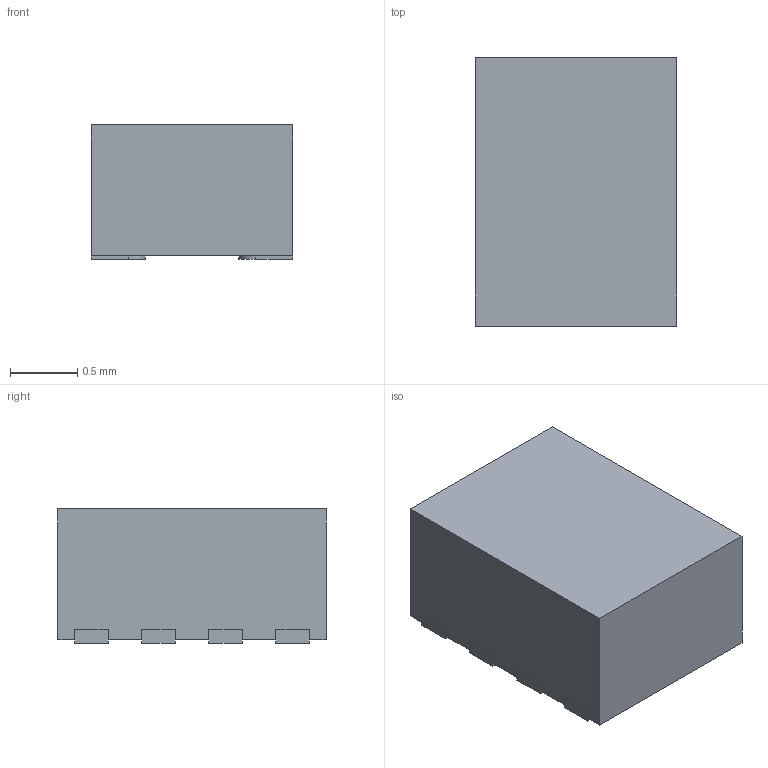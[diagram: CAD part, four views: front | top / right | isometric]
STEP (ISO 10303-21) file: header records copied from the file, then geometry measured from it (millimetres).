
FILE_DESCRIPTION((''),'2;1');
FILE_NAME('DLC0008B_ASM','2018-05-30T07:19:42',('a0412086'),(''),'CREO PARAMETRIC BY PTC INC, 2017260','CREO PARAMETRIC BY PTC INC, 2017260','');
FILE_SCHEMA(('AUTOMOTIVE_DESIGN { 1 0 10303 214 1 1 1 1 }'));
Length unit declared in the file: millimetre
Products named in the file (3): FRAME; MOLD; DLC0008B_ASM
Assembly tree (2 placements, depth 2):
  DLC0008B_ASM
    FRAME
    MOLD
Bounding box: 1.5 x 2 x 1 mm (x, y, z)
Volume: 2.9 mm3; surface area: 15.7 mm2
Topology: 9 solids, 9 shells, 86 faces, 204 edges, 136 vertices
Faces by surface type: plane 72, cylinder 14
Entity records: 3437 total; most frequent: CARTESIAN_POINT 465, DIRECTION 453, ORIENTED_EDGE 408, PRESENTATION_STYLE_ASSIGNMENT 213, STYLED_ITEM 213, CURVE_STYLE 204, EDGE_CURVE 204, VECTOR 176
